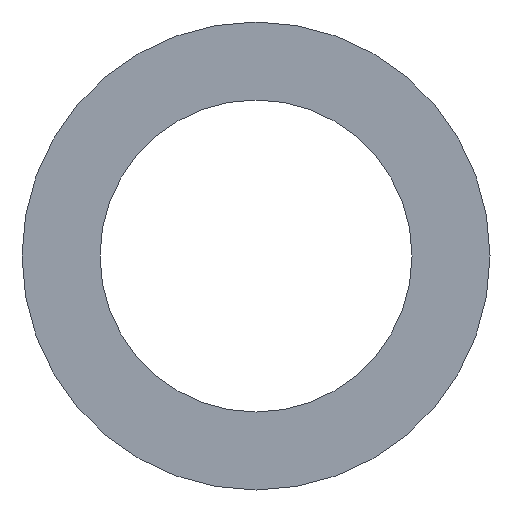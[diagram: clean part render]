
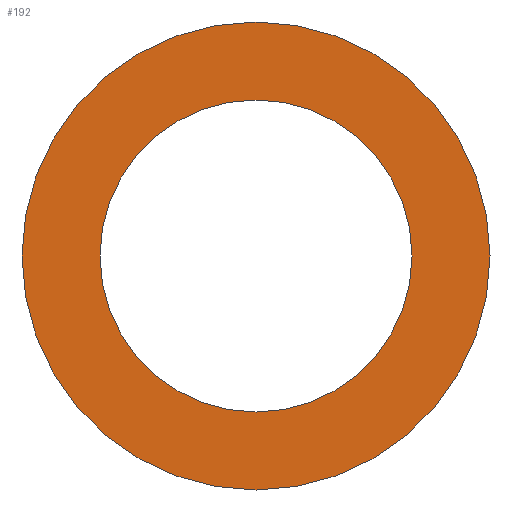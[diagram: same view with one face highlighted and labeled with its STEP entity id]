
A CAD part, front view. The second image highlights one B-rep face of the part: STEP entity #192.
In plain terms, the highlighted planar face has unit normal (0, -1, 0).
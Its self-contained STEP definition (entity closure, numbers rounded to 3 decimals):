
#1 = CARTESIAN_POINT ( 'NONE',  ( 0., 0., -5. ) ) ;
#6 = CARTESIAN_POINT ( 'NONE',  ( 0., 0., -7.5 ) ) ;
#17 = AXIS2_PLACEMENT_3D ( 'NONE', #214, #118, #198 ) ;
#21 = ORIENTED_EDGE ( 'NONE', *, *, #130, .F. ) ;
#25 = ORIENTED_EDGE ( 'NONE', *, *, #117, .F. ) ;
#27 = AXIS2_PLACEMENT_3D ( 'NONE', #71, #184, #205 ) ;
#31 = CARTESIAN_POINT ( 'NONE',  ( 0., 0., 0. ) ) ;
#33 = DIRECTION ( 'NONE',  ( 0., 1., 0. ) ) ;
#42 = EDGE_LOOP ( 'NONE', ( #91, #127 ) ) ;
#50 = CARTESIAN_POINT ( 'NONE',  ( 0., 0., 7.5 ) ) ;
#55 = FACE_BOUND ( 'NONE', #42, .T. ) ;
#56 = EDGE_CURVE ( 'NONE', #238, #178, #210, .T. ) ;
#64 = EDGE_LOOP ( 'NONE', ( #21, #25 ) ) ;
#71 = CARTESIAN_POINT ( 'NONE',  ( 0., 0., 0. ) ) ;
#74 = EDGE_CURVE ( 'NONE', #178, #238, #199, .T. ) ;
#80 = AXIS2_PLACEMENT_3D ( 'NONE', #240, #33, #120 ) ;
#91 = ORIENTED_EDGE ( 'NONE', *, *, #56, .T. ) ;
#95 = DIRECTION ( 'NONE',  ( 0., 1., 0. ) ) ;
#97 = AXIS2_PLACEMENT_3D ( 'NONE', #31, #108, #180 ) ;
#98 = VERTEX_POINT ( 'NONE', #6 ) ;
#100 = AXIS2_PLACEMENT_3D ( 'NONE', #101, #95, #206 ) ;
#101 = CARTESIAN_POINT ( 'NONE',  ( 0., 0., 0. ) ) ;
#102 = VERTEX_POINT ( 'NONE', #50 ) ;
#108 = DIRECTION ( 'NONE',  ( 0., 1., 0. ) ) ;
#117 = EDGE_CURVE ( 'NONE', #102, #98, #153, .T. ) ;
#118 = DIRECTION ( 'NONE',  ( 0., 1., 0. ) ) ;
#120 = DIRECTION ( 'NONE',  ( 0., 0., 1. ) ) ;
#127 = ORIENTED_EDGE ( 'NONE', *, *, #74, .T. ) ;
#128 = PLANE ( 'NONE',  #100 ) ;
#129 = CIRCLE ( 'NONE', #97, 7.5 ) ;
#130 = EDGE_CURVE ( 'NONE', #98, #102, #129, .T. ) ;
#153 = CIRCLE ( 'NONE', #80, 7.5 ) ;
#161 = CARTESIAN_POINT ( 'NONE',  ( 0., 0., 5. ) ) ;
#178 = VERTEX_POINT ( 'NONE', #161 ) ;
#180 = DIRECTION ( 'NONE',  ( 0., 0., 1. ) ) ;
#184 = DIRECTION ( 'NONE',  ( 0., 1., 0. ) ) ;
#192 = ADVANCED_FACE ( 'NONE', ( #228, #55 ), #128, .F. ) ;
#198 = DIRECTION ( 'NONE',  ( 0., 0., 1. ) ) ;
#199 = CIRCLE ( 'NONE', #17, 5. ) ;
#205 = DIRECTION ( 'NONE',  ( 0., 0., 1. ) ) ;
#206 = DIRECTION ( 'NONE',  ( 0., 0., 1. ) ) ;
#210 = CIRCLE ( 'NONE', #27, 5. ) ;
#214 = CARTESIAN_POINT ( 'NONE',  ( 0., 0., 0. ) ) ;
#228 = FACE_OUTER_BOUND ( 'NONE', #64, .T. ) ;
#238 = VERTEX_POINT ( 'NONE', #1 ) ;
#240 = CARTESIAN_POINT ( 'NONE',  ( 0., 0., 0. ) ) ;
